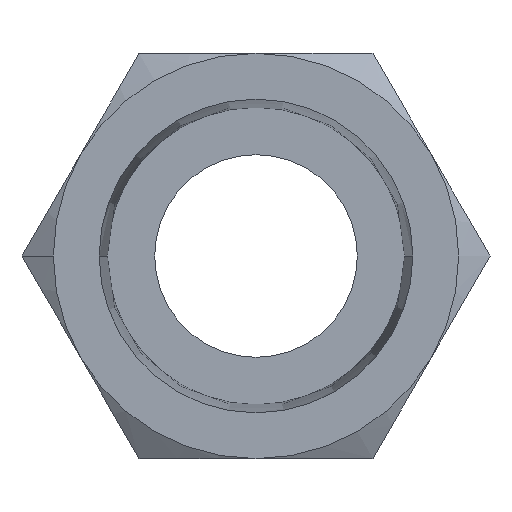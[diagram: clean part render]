
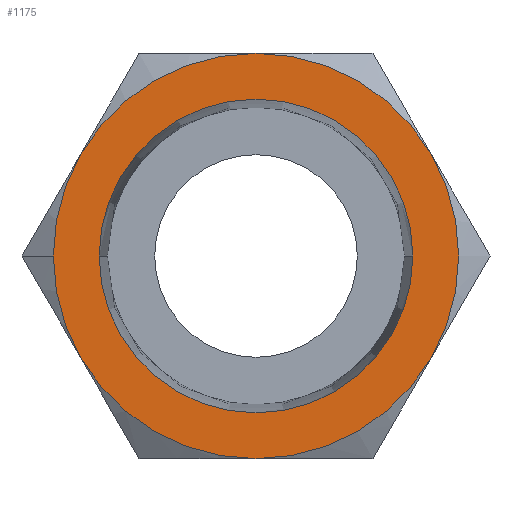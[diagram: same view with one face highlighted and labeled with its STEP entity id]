
A CAD part, front view. The second image highlights one B-rep face of the part: STEP entity #1175.
In plain terms, the highlighted planar face has unit normal (0, -1, 0).
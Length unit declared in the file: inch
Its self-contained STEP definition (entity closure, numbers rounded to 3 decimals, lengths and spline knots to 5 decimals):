
#5 = DIRECTION ( 'NONE',  ( -1., 0., 0. ) ) ;
#51 = CARTESIAN_POINT ( 'NONE',  ( -0.259, -0.51181, 0. ) ) ;
#81 = CARTESIAN_POINT ( 'NONE',  ( 0., -0.51181, 0. ) ) ;
#94 = DIRECTION ( 'NONE',  ( 0., 1., 0. ) ) ;
#95 = EDGE_CURVE ( 'NONE', #1706, #1810, #120, .T. ) ;
#108 = CIRCLE ( 'NONE', #171, 0.33465 ) ;
#120 = CIRCLE ( 'NONE', #719, 0.33465 ) ;
#124 = PLANE ( 'NONE',  #2146 ) ;
#171 = AXIS2_PLACEMENT_3D ( 'NONE', #2280, #1200, #5 ) ;
#177 = CARTESIAN_POINT ( 'NONE',  ( -0.33465, -0.51181, 0. ) ) ;
#237 = CARTESIAN_POINT ( 'NONE',  ( 0., -0.51181, 0. ) ) ;
#277 = DIRECTION ( 'NONE',  ( -1., 0., 0. ) ) ;
#278 = ORIENTED_EDGE ( 'NONE', *, *, #95, .F. ) ;
#435 = DIRECTION ( 'NONE',  ( 0., 1., 0. ) ) ;
#439 = DIRECTION ( 'NONE',  ( -1., 0., 0. ) ) ;
#469 = CIRCLE ( 'NONE', #834, 0.33465 ) ;
#476 = FACE_OUTER_BOUND ( 'NONE', #2066, .T. ) ;
#489 = CARTESIAN_POINT ( 'NONE',  ( -0.28981, -0.51181, 0.16732 ) ) ;
#491 = ORIENTED_EDGE ( 'NONE', *, *, #2106, .T. ) ;
#595 = AXIS2_PLACEMENT_3D ( 'NONE', #2313, #2307, #2297 ) ;
#625 = ORIENTED_EDGE ( 'NONE', *, *, #923, .F. ) ;
#669 = AXIS2_PLACEMENT_3D ( 'NONE', #81, #1480, #277 ) ;
#702 = DIRECTION ( 'NONE',  ( 0., 1., 0. ) ) ;
#712 = CARTESIAN_POINT ( 'NONE',  ( 0.259, -0.51181, 0. ) ) ;
#719 = AXIS2_PLACEMENT_3D ( 'NONE', #1792, #94, #1468 ) ;
#779 = EDGE_CURVE ( 'NONE', #2070, #1503, #2390, .T. ) ;
#834 = AXIS2_PLACEMENT_3D ( 'NONE', #1636, #435, #1814 ) ;
#863 = DIRECTION ( 'NONE',  ( -1., 0., 0. ) ) ;
#870 = CARTESIAN_POINT ( 'NONE',  ( 0., -0.51181, -0.33465 ) ) ;
#873 = DIRECTION ( 'NONE',  ( 0., 1., 0. ) ) ;
#880 = VERTEX_POINT ( 'NONE', #1206 ) ;
#917 = AXIS2_PLACEMENT_3D ( 'NONE', #1113, #2363, #1301 ) ;
#918 = ORIENTED_EDGE ( 'NONE', *, *, #779, .T. ) ;
#923 = EDGE_CURVE ( 'NONE', #880, #1146, #1902, .T. ) ;
#978 = CIRCLE ( 'NONE', #669, 0.33465 ) ;
#1013 = CIRCLE ( 'NONE', #2085, 0.259 ) ;
#1077 = CIRCLE ( 'NONE', #1398, 0.33465 ) ;
#1081 = CIRCLE ( 'NONE', #917, 0.33465 ) ;
#1113 = CARTESIAN_POINT ( 'NONE',  ( 0., -0.51181, 0. ) ) ;
#1143 = CARTESIAN_POINT ( 'NONE',  ( 0.28981, -0.51181, -0.16732 ) ) ;
#1146 = VERTEX_POINT ( 'NONE', #177 ) ;
#1175 = ADVANCED_FACE ( 'NONE', ( #1485, #476 ), #124, .T. ) ;
#1200 = DIRECTION ( 'NONE',  ( 0., 1., 0. ) ) ;
#1206 = CARTESIAN_POINT ( 'NONE',  ( -0.28981, -0.51181, -0.16732 ) ) ;
#1301 = DIRECTION ( 'NONE',  ( -1., 0., 0. ) ) ;
#1319 = ORIENTED_EDGE ( 'NONE', *, *, #1732, .F. ) ;
#1324 = CARTESIAN_POINT ( 'NONE',  ( -0.16732, -0.51181, 0. ) ) ;
#1398 = AXIS2_PLACEMENT_3D ( 'NONE', #237, #1640, #439 ) ;
#1468 = DIRECTION ( 'NONE',  ( -1., 0., 0. ) ) ;
#1480 = DIRECTION ( 'NONE',  ( 0., 1., 0. ) ) ;
#1485 = FACE_BOUND ( 'NONE', #2306, .T. ) ;
#1503 = VERTEX_POINT ( 'NONE', #712 ) ;
#1636 = CARTESIAN_POINT ( 'NONE',  ( 0., -0.51181, 0. ) ) ;
#1640 = DIRECTION ( 'NONE',  ( 0., 1., 0. ) ) ;
#1706 = VERTEX_POINT ( 'NONE', #2143 ) ;
#1732 = EDGE_CURVE ( 'NONE', #1810, #2215, #469, .T. ) ;
#1792 = CARTESIAN_POINT ( 'NONE',  ( 0., -0.51181, 0. ) ) ;
#1810 = VERTEX_POINT ( 'NONE', #2347 ) ;
#1814 = DIRECTION ( 'NONE',  ( -1., 0., 0. ) ) ;
#1817 = ORIENTED_EDGE ( 'NONE', *, *, #1967, .F. ) ;
#1852 = EDGE_CURVE ( 'NONE', #2215, #1858, #1081, .T. ) ;
#1858 = VERTEX_POINT ( 'NONE', #870 ) ;
#1860 = CARTESIAN_POINT ( 'NONE',  ( 0., -0.51181, 0. ) ) ;
#1870 = VERTEX_POINT ( 'NONE', #489 ) ;
#1902 = CIRCLE ( 'NONE', #2351, 0.33465 ) ;
#1917 = ORIENTED_EDGE ( 'NONE', *, *, #2431, .F. ) ;
#1967 = EDGE_CURVE ( 'NONE', #1858, #880, #1077, .T. ) ;
#1982 = ORIENTED_EDGE ( 'NONE', *, *, #2091, .F. ) ;
#1999 = CARTESIAN_POINT ( 'NONE',  ( 0., -0.51181, 0. ) ) ;
#2042 = DIRECTION ( 'NONE',  ( 1., 0., 0. ) ) ;
#2066 = EDGE_LOOP ( 'NONE', ( #278, #1917, #1982, #625, #1817, #2141, #1319 ) ) ;
#2070 = VERTEX_POINT ( 'NONE', #51 ) ;
#2085 = AXIS2_PLACEMENT_3D ( 'NONE', #1860, #702, #2042 ) ;
#2091 = EDGE_CURVE ( 'NONE', #1146, #1870, #978, .T. ) ;
#2106 = EDGE_CURVE ( 'NONE', #1503, #2070, #1013, .T. ) ;
#2141 = ORIENTED_EDGE ( 'NONE', *, *, #1852, .F. ) ;
#2143 = CARTESIAN_POINT ( 'NONE',  ( 0., -0.51181, 0.33465 ) ) ;
#2146 = AXIS2_PLACEMENT_3D ( 'NONE', #1324, #2402, #2394 ) ;
#2215 = VERTEX_POINT ( 'NONE', #1143 ) ;
#2280 = CARTESIAN_POINT ( 'NONE',  ( 0., -0.51181, 0. ) ) ;
#2297 = DIRECTION ( 'NONE',  ( 1., 0., 0. ) ) ;
#2306 = EDGE_LOOP ( 'NONE', ( #491, #918 ) ) ;
#2307 = DIRECTION ( 'NONE',  ( 0., 1., 0. ) ) ;
#2313 = CARTESIAN_POINT ( 'NONE',  ( 0., -0.51181, 0. ) ) ;
#2347 = CARTESIAN_POINT ( 'NONE',  ( 0.28981, -0.51181, 0.16732 ) ) ;
#2351 = AXIS2_PLACEMENT_3D ( 'NONE', #1999, #873, #863 ) ;
#2363 = DIRECTION ( 'NONE',  ( 0., 1., 0. ) ) ;
#2390 = CIRCLE ( 'NONE', #595, 0.259 ) ;
#2394 = DIRECTION ( 'NONE',  ( 1., 0., 0. ) ) ;
#2402 = DIRECTION ( 'NONE',  ( 0., -1., 0. ) ) ;
#2431 = EDGE_CURVE ( 'NONE', #1870, #1706, #108, .T. ) ;
